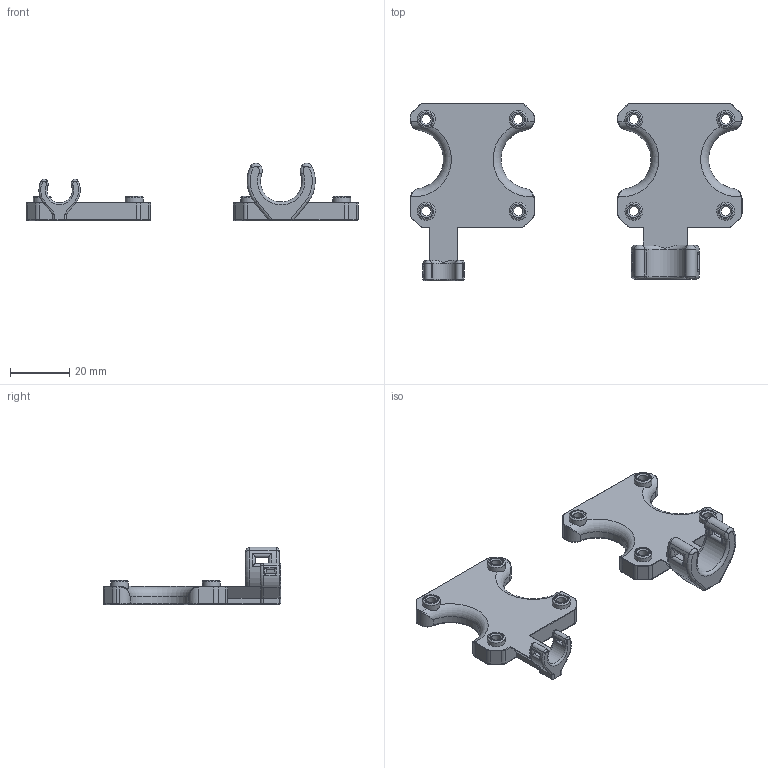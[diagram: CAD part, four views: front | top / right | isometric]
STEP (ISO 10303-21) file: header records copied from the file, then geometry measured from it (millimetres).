
FILE_DESCRIPTION(/* description */ (''),/* implementation_level */ '2;1');
FILE_NAME(/* name */ 'Huvud 40mm umbilical motor mount v1.step',/* time_stamp */ '2022-06-12T12:07:13-05:00',/* author */ (''),/* organization */ (''),/* preprocessor_version */ 'ST-DEVELOPER v18.1',/* originating_system */ 'Autodesk Translation Framework v10.14.0.1471',/* authorisation */ '');
FILE_SCHEMA (('AUTOMOTIVE_DESIGN { 1 0 10303 214 3 1 1 }'));
Length unit declared in the file: millimetre
Products named in the file (3): Huvud 40mm umbilical motor mount; huvud small; huvud large
Assembly tree (2 placements, depth 2):
  Huvud 40mm umbilical motor mount
    huvud small
    huvud large
Bounding box: 112 x 59.96 x 19.4 mm (x, y, z)
Volume: 19533.6 mm3; surface area: 10674.5 mm2
Topology: 2 solids, 2 shells, 396 faces, 992 edges, 600 vertices
Faces by surface type: cylinder 144, torus 112, plane 99, bspline 41
Full cylindrical faces by diameter (mm): 3.2 x8, 4.7 x8, 6 x8
Entity records: 13476 total; most frequent: CARTESIAN_POINT 3932, DIRECTION 2085, ORIENTED_EDGE 1968, EDGE_CURVE 984, AXIS2_PLACEMENT_3D 878, VERTEX_POINT 600, CIRCLE 498, EDGE_LOOP 428
